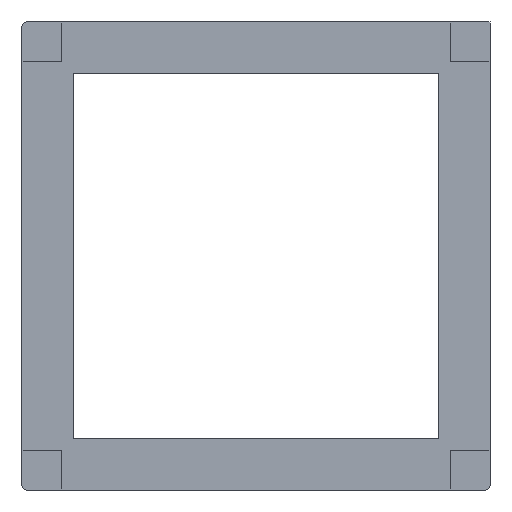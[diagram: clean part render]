
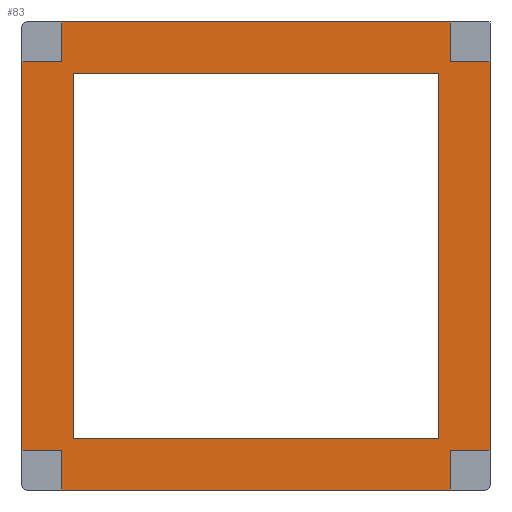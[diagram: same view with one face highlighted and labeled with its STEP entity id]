
A CAD part, front view. The second image highlights one B-rep face of the part: STEP entity #83.
In plain terms, the highlighted planar face has unit normal (0, -1, 0).
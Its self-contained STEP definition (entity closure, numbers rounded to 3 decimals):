
#83=ADVANCED_FACE('',(#438,#440),#442,.F.);
#438=FACE_BOUND('',#439,.T.);
#439=EDGE_LOOP('',(#1433,#1434,#1435,#1436,#1437,#1438,#1439,#1440,#1441,#1442,#1443,
#1444));
#440=FACE_BOUND('',#441,.T.);
#441=EDGE_LOOP('',(#1445,#1446,#1447,#1448));
#442=PLANE('',#443);
#443=AXIS2_PLACEMENT_3D('',#444,#445,#446);
#444=CARTESIAN_POINT('',(0.,0.,0.));
#445=DIRECTION('',(0.,1.,0.));
#446=DIRECTION('',(-1.,0.,0.));
#1433=ORIENTED_EDGE('',*,*,#2109,.F.);
#1434=ORIENTED_EDGE('',*,*,#2073,.F.);
#1435=ORIENTED_EDGE('',*,*,#2110,.F.);
#1436=ORIENTED_EDGE('',*,*,#2111,.F.);
#1437=ORIENTED_EDGE('',*,*,#2112,.F.);
#1438=ORIENTED_EDGE('',*,*,#2113,.F.);
#1439=ORIENTED_EDGE('',*,*,#2114,.F.);
#1440=ORIENTED_EDGE('',*,*,#2036,.F.);
#1441=ORIENTED_EDGE('',*,*,#2115,.F.);
#1442=ORIENTED_EDGE('',*,*,#2029,.F.);
#1443=ORIENTED_EDGE('',*,*,#1870,.F.);
#1444=ORIENTED_EDGE('',*,*,#2107,.F.);
#1445=ORIENTED_EDGE('',*,*,#2116,.T.);
#1446=ORIENTED_EDGE('',*,*,#2117,.T.);
#1447=ORIENTED_EDGE('',*,*,#2118,.T.);
#1448=ORIENTED_EDGE('',*,*,#2119,.T.);
#1870=EDGE_CURVE('',#2273,#2275,#2276,.T.);
#2029=EDGE_CURVE('',#2275,#2557,#2561,.F.);
#2036=EDGE_CURVE('',#2570,#2572,#2573,.T.);
#2073=EDGE_CURVE('',#2641,#2643,#2644,.T.);
#2107=EDGE_CURVE('',#2707,#2273,#2708,.F.);
#2109=EDGE_CURVE('',#2643,#2707,#2710,.F.);
#2110=EDGE_CURVE('',#2711,#2641,#2712,.F.);
#2111=EDGE_CURVE('',#2713,#2711,#2714,.F.);
#2112=EDGE_CURVE('',#2715,#2713,#2716,.T.);
#2113=EDGE_CURVE('',#2717,#2715,#2718,.F.);
#2114=EDGE_CURVE('',#2572,#2717,#2719,.F.);
#2115=EDGE_CURVE('',#2557,#2570,#2720,.F.);
#2116=EDGE_CURVE('',#2721,#2722,#2723,.T.);
#2117=EDGE_CURVE('',#2722,#2724,#2725,.T.);
#2118=EDGE_CURVE('',#2724,#2726,#2727,.T.);
#2119=EDGE_CURVE('',#2726,#2721,#2728,.T.);
#2273=VERTEX_POINT('',#2958);
#2275=VERTEX_POINT('',#2962);
#2276=LINE('',#2963,#2964);
#2557=VERTEX_POINT('',#3587);
#2561=LINE('',#3595,#3596);
#2570=VERTEX_POINT('',#3617);
#2572=VERTEX_POINT('',#3621);
#2573=LINE('',#3622,#3623);
#2641=VERTEX_POINT('',#3762);
#2643=VERTEX_POINT('',#3766);
#2644=LINE('',#3767,#3768);
#2707=VERTEX_POINT('',#3898);
#2708=LINE('',#3899,#3900);
#2710=LINE('',#3905,#3906);
#2711=VERTEX_POINT('',#3908);
#2712=LINE('',#3909,#3910);
#2713=VERTEX_POINT('',#3912);
#2714=LINE('',#3913,#3914);
#2715=VERTEX_POINT('',#3916);
#2716=LINE('',#3917,#3918);
#2717=VERTEX_POINT('',#3920);
#2718=LINE('',#3921,#3922);
#2719=LINE('',#3924,#3925);
#2720=LINE('',#3927,#3928);
#2721=VERTEX_POINT('',#3930);
#2722=VERTEX_POINT('',#3931);
#2723=LINE('',#3932,#3933);
#2724=VERTEX_POINT('',#3935);
#2725=LINE('',#3936,#3937);
#2726=VERTEX_POINT('',#3939);
#2727=LINE('',#3940,#3941);
#2728=LINE('',#3943,#3944);
#2958=CARTESIAN_POINT('',(50.,0.,41.5));
#2962=CARTESIAN_POINT('',(50.,0.,-41.5));
#2963=CARTESIAN_POINT('',(50.,0.,41.5));
#2964=VECTOR('',#2965,1.);
#2965=DIRECTION('',(0.,0.,-1.));
#3587=CARTESIAN_POINT('',(41.5,0.,-41.5));
#3595=CARTESIAN_POINT('',(41.5,0.,-41.5));
#3596=VECTOR('',#3597,1.);
#3597=DIRECTION('',(1.,0.,0.));
#3617=CARTESIAN_POINT('',(41.5,0.,-50.));
#3621=CARTESIAN_POINT('',(-41.5,0.,-50.));
#3622=CARTESIAN_POINT('',(41.5,0.,-50.));
#3623=VECTOR('',#3624,1.);
#3624=DIRECTION('',(-1.,0.,0.));
#3762=CARTESIAN_POINT('',(-41.5,0.,50.));
#3766=CARTESIAN_POINT('',(41.5,0.,50.));
#3767=CARTESIAN_POINT('',(-41.5,0.,50.));
#3768=VECTOR('',#3769,1.);
#3769=DIRECTION('',(1.,0.,0.));
#3898=CARTESIAN_POINT('',(41.5,0.,41.5));
#3899=CARTESIAN_POINT('',(50.,0.,41.5));
#3900=VECTOR('',#3901,1.);
#3901=DIRECTION('',(-1.,0.,0.));
#3905=CARTESIAN_POINT('',(41.5,0.,41.5));
#3906=VECTOR('',#3907,1.);
#3907=DIRECTION('',(0.,0.,1.));
#3908=CARTESIAN_POINT('',(-41.5,0.,41.5));
#3909=CARTESIAN_POINT('',(-41.5,0.,50.));
#3910=VECTOR('',#3911,1.);
#3911=DIRECTION('',(0.,0.,-1.));
#3912=CARTESIAN_POINT('',(-50.,0.,41.5));
#3913=CARTESIAN_POINT('',(-41.5,0.,41.5));
#3914=VECTOR('',#3915,1.);
#3915=DIRECTION('',(-1.,0.,0.));
#3916=CARTESIAN_POINT('',(-50.,0.,-41.5));
#3917=CARTESIAN_POINT('',(-50.,0.,-41.5));
#3918=VECTOR('',#3919,1.);
#3919=DIRECTION('',(0.,0.,1.));
#3920=CARTESIAN_POINT('',(-41.5,0.,-41.5));
#3921=CARTESIAN_POINT('',(-50.,0.,-41.5));
#3922=VECTOR('',#3923,1.);
#3923=DIRECTION('',(1.,0.,0.));
#3924=CARTESIAN_POINT('',(-41.5,0.,-41.5));
#3925=VECTOR('',#3926,1.);
#3926=DIRECTION('',(0.,0.,-1.));
#3927=CARTESIAN_POINT('',(41.5,0.,-50.));
#3928=VECTOR('',#3929,1.);
#3929=DIRECTION('',(0.,0.,1.));
#3930=CARTESIAN_POINT('',(-39.,0.,39.));
#3931=CARTESIAN_POINT('',(39.,0.,39.));
#3932=CARTESIAN_POINT('',(-39.,0.,39.));
#3933=VECTOR('',#3934,1.);
#3934=DIRECTION('',(1.,0.,0.));
#3935=CARTESIAN_POINT('',(39.,0.,-39.));
#3936=CARTESIAN_POINT('',(39.,0.,39.));
#3937=VECTOR('',#3938,1.);
#3938=DIRECTION('',(0.,0.,-1.));
#3939=CARTESIAN_POINT('',(-39.,0.,-39.));
#3940=CARTESIAN_POINT('',(39.,0.,-39.));
#3941=VECTOR('',#3942,1.);
#3942=DIRECTION('',(-1.,0.,0.));
#3943=CARTESIAN_POINT('',(-39.,0.,-39.));
#3944=VECTOR('',#3945,1.);
#3945=DIRECTION('',(0.,0.,1.));
